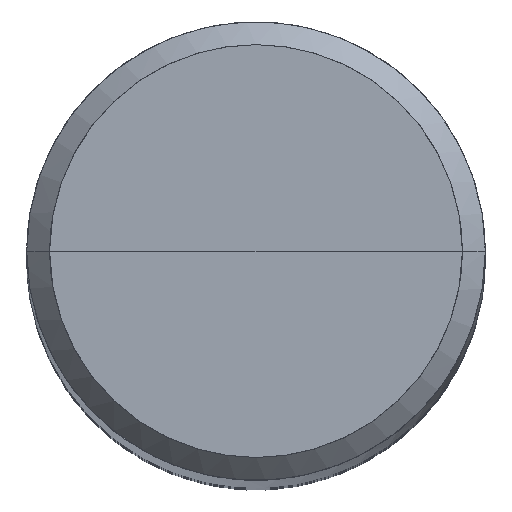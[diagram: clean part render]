
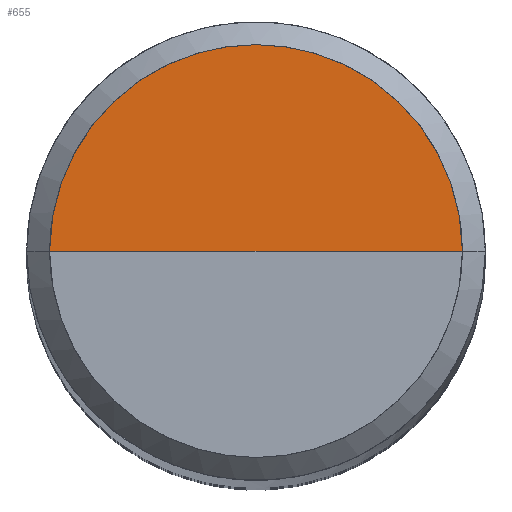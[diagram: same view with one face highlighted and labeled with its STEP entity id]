
A CAD part, top view. The second image highlights one B-rep face of the part: STEP entity #655.
In plain terms, the highlighted free-form (B-spline) face has degree [1, 2] with [2, 5] control points.
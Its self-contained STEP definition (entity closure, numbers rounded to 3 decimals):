
#435=CARTESIAN_POINT('',(1.8,0.0,39.0));
#436=CARTESIAN_POINT('',(1.8,1.8,39.0));
#437=CARTESIAN_POINT('',(0.0,1.8,39.0));
#438=CARTESIAN_POINT('',(-1.8,1.8,39.0));
#439=CARTESIAN_POINT('',(-1.8,0.0,39.0));
#440=CARTESIAN_POINT('',(0.0,0.0,39.0));
#640=(
BOUNDED_SURFACE()
B_SPLINE_SURFACE(1,2,(
(#435,#436,#437,#438,#439),
(#440,#440,#440,#440,#440)
), .UNSPECIFIED.,.F.,.F.,.F.)
B_SPLINE_SURFACE_WITH_KNOTS((2,2),(3,2,3),(
0.0,1.0),(
0.0,0.5,1.0), .UNSPECIFIED.)
GEOMETRIC_REPRESENTATION_ITEM()
RATIONAL_B_SPLINE_SURFACE(((1.0,0.707,1.0,0.707,1.0),
(1.0,0.707,1.0,0.707,1.0)
))
REPRESENTATION_ITEM('')
SURFACE()
);
#641=(
BOUNDED_CURVE()
B_SPLINE_CURVE(2,(#439,#438,#437,#436,#435),.UNSPECIFIED.,.F.,.F.)
B_SPLINE_CURVE_WITH_KNOTS((3,2,3),
(0.0,0.5,1.0),.UNSPECIFIED.)
CURVE()
GEOMETRIC_REPRESENTATION_ITEM()
RATIONAL_B_SPLINE_CURVE((1.0,0.707,1.0,0.707,1.0))
REPRESENTATION_ITEM('')
);
#642=(
BOUNDED_CURVE()
B_SPLINE_CURVE(1,(#435,#440),.UNSPECIFIED.,.F.,.F.)
B_SPLINE_CURVE_WITH_KNOTS((2,2),
(0.0,1.0),.UNSPECIFIED.)
CURVE()
GEOMETRIC_REPRESENTATION_ITEM()
RATIONAL_B_SPLINE_CURVE((1.0,1.0))
REPRESENTATION_ITEM('')
);
#643=(
BOUNDED_CURVE()
B_SPLINE_CURVE(1,(#440,#439),.UNSPECIFIED.,.F.,.F.)
B_SPLINE_CURVE_WITH_KNOTS((2,2),
(0.0,1.0),.UNSPECIFIED.)
CURVE()
GEOMETRIC_REPRESENTATION_ITEM()
RATIONAL_B_SPLINE_CURVE((1.0,1.0))
REPRESENTATION_ITEM('')
);
#644=VERTEX_POINT('',#435);
#645=VERTEX_POINT('',#439);
#646=VERTEX_POINT('',#440);
#647=EDGE_CURVE('',#645,#644,#641,.T.);
#648=EDGE_CURVE('',#644,#646,#642,.T.);
#649=EDGE_CURVE('',#646,#645,#643,.T.);
#650=ORIENTED_EDGE('',*,*,#647,.T.);
#651=ORIENTED_EDGE('',*,*,#648,.T.);
#652=ORIENTED_EDGE('',*,*,#649,.T.);
#653=EDGE_LOOP('',(#650,#651,#652));
#654=FACE_OUTER_BOUND('',#653,.T.);
#655=ADVANCED_FACE('',(#654),#640,.T.);
